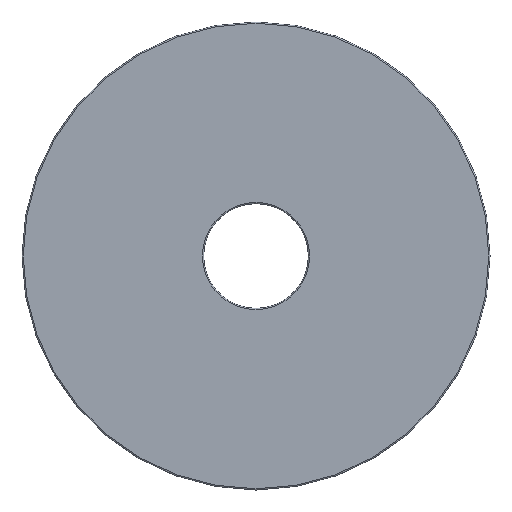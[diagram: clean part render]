
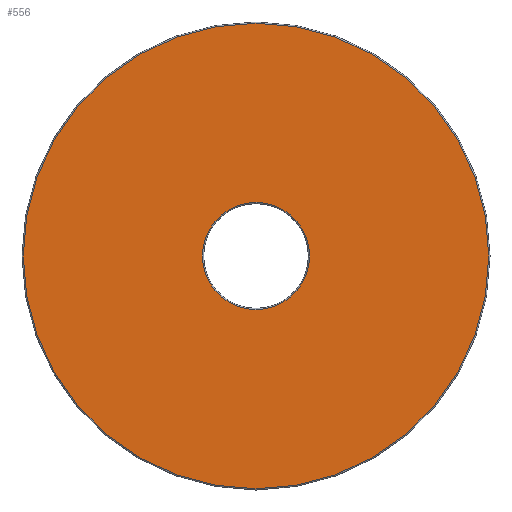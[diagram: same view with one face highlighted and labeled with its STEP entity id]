
A CAD part, front view. The second image highlights one B-rep face of the part: STEP entity #556.
In plain terms, the highlighted planar face has unit normal (0, -1, 0).
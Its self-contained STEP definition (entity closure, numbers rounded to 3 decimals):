
#133 = DIRECTION ( 'NONE',  ( 0., 0., -1. ) ) ;
#137 = PLANE ( 'NONE',  #373 ) ;
#138 = AXIS2_PLACEMENT_3D ( 'NONE', #469, #294, #133 ) ;
#190 = EDGE_CURVE ( 'NONE', #615, #615, #552, .T. ) ;
#194 = FACE_OUTER_BOUND ( 'NONE', #239, .T. ) ;
#239 = EDGE_LOOP ( 'NONE', ( #483 ) ) ;
#241 = DIRECTION ( 'NONE',  ( 0., 0., -1. ) ) ;
#262 = VERTEX_POINT ( 'NONE', #303 ) ;
#294 = DIRECTION ( 'NONE',  ( 0., 1., 0. ) ) ;
#303 = CARTESIAN_POINT ( 'NONE',  ( 0., 0., -4.35 ) ) ;
#310 = EDGE_LOOP ( 'NONE', ( #656 ) ) ;
#344 = AXIS2_PLACEMENT_3D ( 'NONE', #631, #460, #350 ) ;
#350 = DIRECTION ( 'NONE',  ( 0., 0., -1. ) ) ;
#373 = AXIS2_PLACEMENT_3D ( 'NONE', #697, #414, #241 ) ;
#414 = DIRECTION ( 'NONE',  ( 0., -1., 0. ) ) ;
#460 = DIRECTION ( 'NONE',  ( 0., -1., 0. ) ) ;
#469 = CARTESIAN_POINT ( 'NONE',  ( 0., 0., 0. ) ) ;
#483 = ORIENTED_EDGE ( 'NONE', *, *, #190, .T. ) ;
#529 = FACE_BOUND ( 'NONE', #310, .T. ) ;
#542 = CARTESIAN_POINT ( 'NONE',  ( 0., 0., -18.9 ) ) ;
#552 = CIRCLE ( 'NONE', #344, 18.9 ) ;
#556 = ADVANCED_FACE ( 'NONE', ( #194, #529 ), #137, .T. ) ;
#570 = CIRCLE ( 'NONE', #138, 4.35 ) ;
#574 = EDGE_CURVE ( 'NONE', #262, #262, #570, .T. ) ;
#615 = VERTEX_POINT ( 'NONE', #542 ) ;
#631 = CARTESIAN_POINT ( 'NONE',  ( 0., 0., 0. ) ) ;
#656 = ORIENTED_EDGE ( 'NONE', *, *, #574, .T. ) ;
#697 = CARTESIAN_POINT ( 'NONE',  ( 0., 0., 0. ) ) ;
